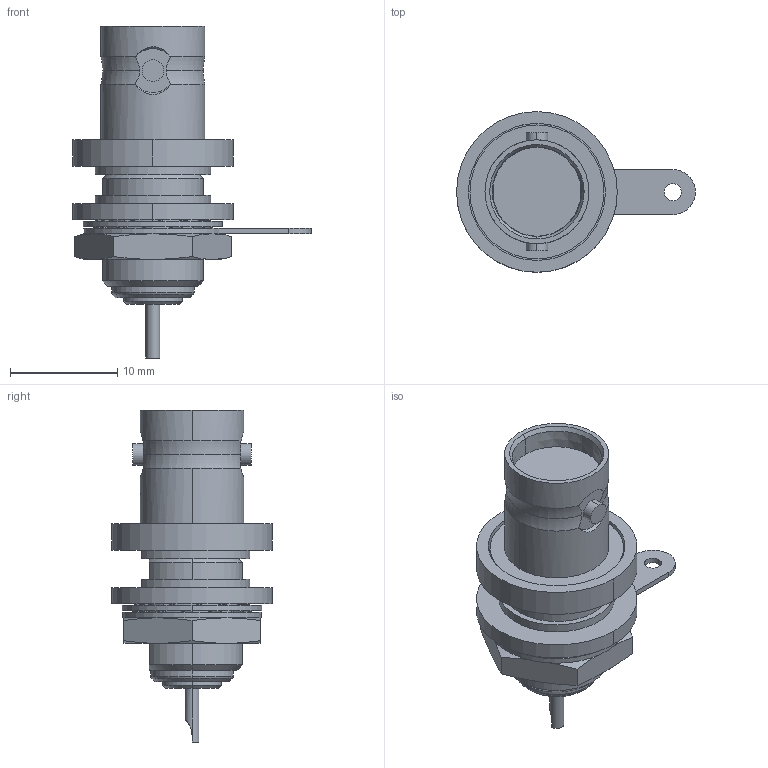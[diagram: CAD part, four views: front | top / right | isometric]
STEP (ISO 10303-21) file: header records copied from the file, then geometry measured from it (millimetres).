
FILE_DESCRIPTION (( 'STEP AP214' ), '1' );
FILE_NAME ('J01003B1286.STEP', '2018-02-27T10:24:10', ( '' ), ( '' ), 'SwSTEP 2.0', 'SolidWorks 2017', '' );
FILE_SCHEMA (( 'AUTOMOTIVE_DESIGN' ));
Length unit declared in the file: millimetre
Products named in the file (1): J01003B1286
Bounding box: 22.3 x 15 x 31 mm (x, y, z)
Volume: 2308.9 mm3; surface area: 2267.8 mm2
Topology: 3 solids, 3 shells, 248 faces, 601 edges, 377 vertices
Faces by surface type: plane 114, cylinder 52, cone 38, bspline 36, torus 8
Entity records: 10582 total; most frequent: CARTESIAN_POINT 2277, ORIENTED_EDGE 1202, DIRECTION 1059, EDGE_CURVE 601, VERTEX_POINT 377, AXIS2_PLACEMENT_3D 373, VECTOR 313, LINE 313
